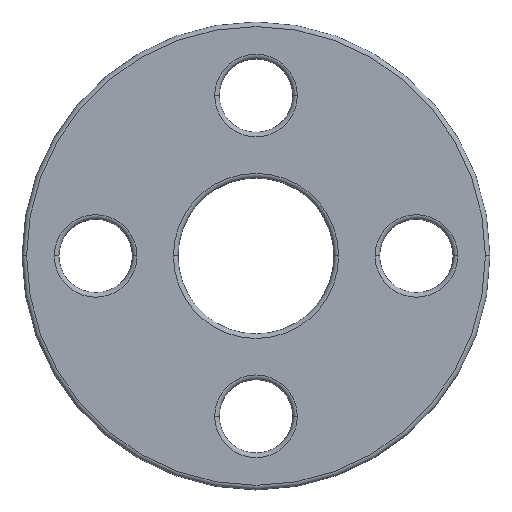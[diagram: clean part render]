
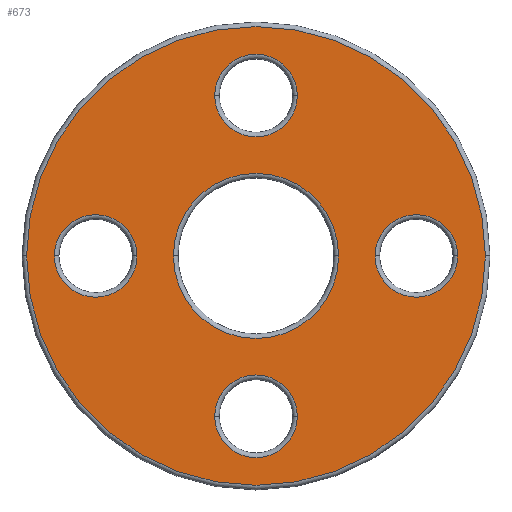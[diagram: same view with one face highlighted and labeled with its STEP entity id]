
A CAD part, top view. The second image highlights one B-rep face of the part: STEP entity #673.
In plain terms, the highlighted planar face has unit normal (0, 0, 1).
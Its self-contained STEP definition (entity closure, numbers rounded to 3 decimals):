
#7 = AXIS2_PLACEMENT_3D ( 'NONE', #783, #336, #693 ) ;
#19 = DIRECTION ( 'NONE',  ( 1., 0., 0. ) ) ;
#26 = DIRECTION ( 'NONE',  ( 1., 0., 0. ) ) ;
#27 = AXIS2_PLACEMENT_3D ( 'NONE', #459, #114, #26 ) ;
#29 = ORIENTED_EDGE ( 'NONE', *, *, #1100, .T. ) ;
#36 = EDGE_LOOP ( 'NONE', ( #801, #29 ) ) ;
#40 = DIRECTION ( 'NONE',  ( 1., 0., 0. ) ) ;
#43 = ORIENTED_EDGE ( 'NONE', *, *, #901, .T. ) ;
#57 = EDGE_CURVE ( 'NONE', #269, #904, #570, .T. ) ;
#71 = ORIENTED_EDGE ( 'NONE', *, *, #664, .T. ) ;
#76 = CIRCLE ( 'NONE', #1039, 9. ) ;
#105 = ORIENTED_EDGE ( 'NONE', *, *, #147, .T. ) ;
#114 = DIRECTION ( 'NONE',  ( 0., 0., 1. ) ) ;
#139 = VERTEX_POINT ( 'NONE', #456 ) ;
#147 = EDGE_CURVE ( 'NONE', #322, #433, #720, .T. ) ;
#151 = CARTESIAN_POINT ( 'NONE',  ( 50., 0., 12. ) ) ;
#163 = CARTESIAN_POINT ( 'NONE',  ( -18., 0., 12. ) ) ;
#178 = CARTESIAN_POINT ( 'NONE',  ( 0., 0., 12. ) ) ;
#180 = EDGE_CURVE ( 'NONE', #843, #770, #681, .T. ) ;
#192 = CARTESIAN_POINT ( 'NONE',  ( -50., 0., 12. ) ) ;
#215 = VERTEX_POINT ( 'NONE', #910 ) ;
#222 = DIRECTION ( 'NONE',  ( 1., 0., 0. ) ) ;
#253 = CARTESIAN_POINT ( 'NONE',  ( 34.95, 0., 12. ) ) ;
#257 = ORIENTED_EDGE ( 'NONE', *, *, #966, .T. ) ;
#266 = VERTEX_POINT ( 'NONE', #877 ) ;
#269 = VERTEX_POINT ( 'NONE', #423 ) ;
#283 = DIRECTION ( 'NONE',  ( 0., 0., -1. ) ) ;
#296 = FACE_BOUND ( 'NONE', #1159, .T. ) ;
#308 = CARTESIAN_POINT ( 'NONE',  ( -9., -34.95, 12. ) ) ;
#313 = VERTEX_POINT ( 'NONE', #163 ) ;
#322 = VERTEX_POINT ( 'NONE', #151 ) ;
#326 = CARTESIAN_POINT ( 'NONE',  ( -9., 34.95, 12. ) ) ;
#336 = DIRECTION ( 'NONE',  ( 0., 0., -1. ) ) ;
#355 = DIRECTION ( 'NONE',  ( 1., 0., 0. ) ) ;
#358 = AXIS2_PLACEMENT_3D ( 'NONE', #253, #1161, #443 ) ;
#369 = CARTESIAN_POINT ( 'NONE',  ( 0., -34.95, 12. ) ) ;
#382 = DIRECTION ( 'NONE',  ( 0., 0., -1. ) ) ;
#384 = PLANE ( 'NONE',  #950 ) ;
#395 = DIRECTION ( 'NONE',  ( 0., 0., 1. ) ) ;
#400 = FACE_BOUND ( 'NONE', #934, .T. ) ;
#415 = ORIENTED_EDGE ( 'NONE', *, *, #485, .T. ) ;
#423 = CARTESIAN_POINT ( 'NONE',  ( 43.95, 0., 12. ) ) ;
#430 = AXIS2_PLACEMENT_3D ( 'NONE', #965, #518, #949 ) ;
#433 = VERTEX_POINT ( 'NONE', #192 ) ;
#443 = DIRECTION ( 'NONE',  ( 1., 0., 0. ) ) ;
#448 = DIRECTION ( 'NONE',  ( 0., 0., -1. ) ) ;
#456 = CARTESIAN_POINT ( 'NONE',  ( 18., 0., 12. ) ) ;
#458 = AXIS2_PLACEMENT_3D ( 'NONE', #1036, #741, #40 ) ;
#459 = CARTESIAN_POINT ( 'NONE',  ( 0., 0., 12. ) ) ;
#476 = FACE_BOUND ( 'NONE', #987, .T. ) ;
#484 = DIRECTION ( 'NONE',  ( 1., 0., 0. ) ) ;
#485 = EDGE_CURVE ( 'NONE', #433, #322, #522, .T. ) ;
#488 = FACE_OUTER_BOUND ( 'NONE', #836, .T. ) ;
#500 = FACE_BOUND ( 'NONE', #36, .T. ) ;
#518 = DIRECTION ( 'NONE',  ( 0., 0., -1. ) ) ;
#522 = CIRCLE ( 'NONE', #917, 50. ) ;
#551 = CIRCLE ( 'NONE', #771, 9. ) ;
#570 = CIRCLE ( 'NONE', #7, 9. ) ;
#577 = VERTEX_POINT ( 'NONE', #308 ) ;
#586 = CARTESIAN_POINT ( 'NONE',  ( 0., 0., 12. ) ) ;
#589 = AXIS2_PLACEMENT_3D ( 'NONE', #1011, #283, #19 ) ;
#594 = CARTESIAN_POINT ( 'NONE',  ( 9., 34.95, 12. ) ) ;
#621 = ORIENTED_EDGE ( 'NONE', *, *, #833, .T. ) ;
#623 = CIRCLE ( 'NONE', #458, 9. ) ;
#629 = EDGE_CURVE ( 'NONE', #635, #215, #891, .T. ) ;
#635 = VERTEX_POINT ( 'NONE', #840 ) ;
#641 = CIRCLE ( 'NONE', #735, 9. ) ;
#654 = DIRECTION ( 'NONE',  ( 0., 0., -1. ) ) ;
#664 = EDGE_CURVE ( 'NONE', #770, #843, #623, .T. ) ;
#669 = ORIENTED_EDGE ( 'NONE', *, *, #939, .T. ) ;
#672 = CARTESIAN_POINT ( 'NONE',  ( 25.95, 0., 12. ) ) ;
#673 = ADVANCED_FACE ( 'NONE', ( #296, #400, #476, #488, #764, #500 ), #384, .T. ) ;
#681 = CIRCLE ( 'NONE', #589, 9. ) ;
#693 = DIRECTION ( 'NONE',  ( 1., 0., 0. ) ) ;
#698 = CARTESIAN_POINT ( 'NONE',  ( 0., 0., 12. ) ) ;
#706 = EDGE_LOOP ( 'NONE', ( #71, #1031 ) ) ;
#714 = CARTESIAN_POINT ( 'NONE',  ( 0., -34.95, 12. ) ) ;
#720 = CIRCLE ( 'NONE', #27, 50. ) ;
#728 = DIRECTION ( 'NONE',  ( 1., 0., 0. ) ) ;
#735 = AXIS2_PLACEMENT_3D ( 'NONE', #369, #382, #913 ) ;
#740 = AXIS2_PLACEMENT_3D ( 'NONE', #1028, #654, #484 ) ;
#741 = DIRECTION ( 'NONE',  ( 0., 0., -1. ) ) ;
#759 = CARTESIAN_POINT ( 'NONE',  ( -34.95, 0., 12. ) ) ;
#764 = FACE_BOUND ( 'NONE', #706, .T. ) ;
#770 = VERTEX_POINT ( 'NONE', #594 ) ;
#771 = AXIS2_PLACEMENT_3D ( 'NONE', #714, #448, #355 ) ;
#783 = CARTESIAN_POINT ( 'NONE',  ( 34.95, 0., 12. ) ) ;
#801 = ORIENTED_EDGE ( 'NONE', *, *, #975, .T. ) ;
#808 = DIRECTION ( 'NONE',  ( 1., 0., 0. ) ) ;
#826 = CIRCLE ( 'NONE', #358, 9. ) ;
#833 = EDGE_CURVE ( 'NONE', #215, #635, #76, .T. ) ;
#836 = EDGE_LOOP ( 'NONE', ( #105, #415 ) ) ;
#840 = CARTESIAN_POINT ( 'NONE',  ( -43.95, 0., 12. ) ) ;
#843 = VERTEX_POINT ( 'NONE', #326 ) ;
#863 = DIRECTION ( 'NONE',  ( 0., 0., -1. ) ) ;
#865 = AXIS2_PLACEMENT_3D ( 'NONE', #698, #983, #808 ) ;
#877 = CARTESIAN_POINT ( 'NONE',  ( 9., -34.95, 12. ) ) ;
#891 = CIRCLE ( 'NONE', #740, 9. ) ;
#901 = EDGE_CURVE ( 'NONE', #313, #139, #945, .T. ) ;
#904 = VERTEX_POINT ( 'NONE', #672 ) ;
#910 = CARTESIAN_POINT ( 'NONE',  ( -25.95, 0., 12. ) ) ;
#913 = DIRECTION ( 'NONE',  ( 1., 0., 0. ) ) ;
#917 = AXIS2_PLACEMENT_3D ( 'NONE', #178, #1080, #728 ) ;
#934 = EDGE_LOOP ( 'NONE', ( #1046, #257 ) ) ;
#939 = EDGE_CURVE ( 'NONE', #139, #313, #1097, .T. ) ;
#945 = CIRCLE ( 'NONE', #430, 18. ) ;
#949 = DIRECTION ( 'NONE',  ( 1., 0., 0. ) ) ;
#950 = AXIS2_PLACEMENT_3D ( 'NONE', #586, #395, #1032 ) ;
#965 = CARTESIAN_POINT ( 'NONE',  ( 0., 0., 12. ) ) ;
#966 = EDGE_CURVE ( 'NONE', #904, #269, #826, .T. ) ;
#975 = EDGE_CURVE ( 'NONE', #266, #577, #551, .T. ) ;
#983 = DIRECTION ( 'NONE',  ( 0., 0., -1. ) ) ;
#987 = EDGE_LOOP ( 'NONE', ( #669, #43 ) ) ;
#1011 = CARTESIAN_POINT ( 'NONE',  ( 0., 34.95, 12. ) ) ;
#1028 = CARTESIAN_POINT ( 'NONE',  ( -34.95, 0., 12. ) ) ;
#1031 = ORIENTED_EDGE ( 'NONE', *, *, #180, .T. ) ;
#1032 = DIRECTION ( 'NONE',  ( 1., 0., 0. ) ) ;
#1036 = CARTESIAN_POINT ( 'NONE',  ( 0., 34.95, 12. ) ) ;
#1039 = AXIS2_PLACEMENT_3D ( 'NONE', #759, #863, #222 ) ;
#1046 = ORIENTED_EDGE ( 'NONE', *, *, #57, .T. ) ;
#1049 = ORIENTED_EDGE ( 'NONE', *, *, #629, .T. ) ;
#1080 = DIRECTION ( 'NONE',  ( 0., 0., 1. ) ) ;
#1097 = CIRCLE ( 'NONE', #865, 18. ) ;
#1100 = EDGE_CURVE ( 'NONE', #577, #266, #641, .T. ) ;
#1159 = EDGE_LOOP ( 'NONE', ( #621, #1049 ) ) ;
#1161 = DIRECTION ( 'NONE',  ( 0., 0., -1. ) ) ;
